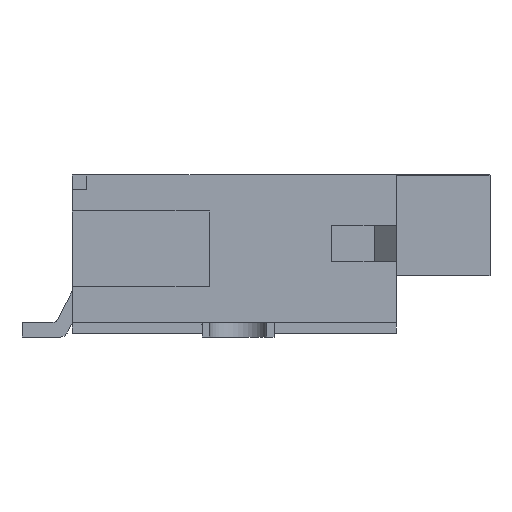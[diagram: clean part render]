
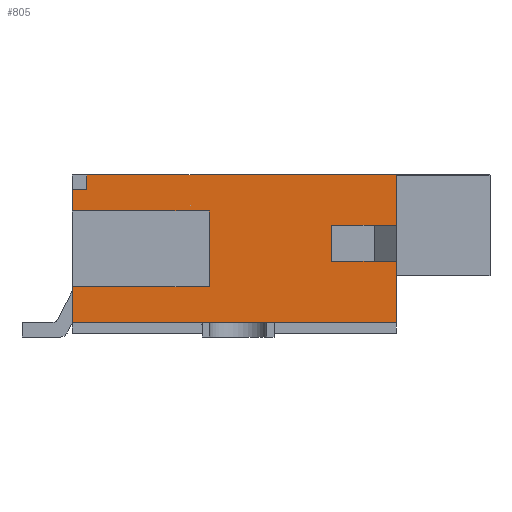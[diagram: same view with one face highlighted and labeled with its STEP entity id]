
A CAD part, left-side view. The second image highlights one B-rep face of the part: STEP entity #805.
In plain terms, the highlighted planar face has unit normal (-1, 0, 0).
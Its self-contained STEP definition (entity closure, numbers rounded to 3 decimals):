
#805 = ADVANCED_FACE( '', ( #1608 ), #1609, .T. );
#1608 = FACE_OUTER_BOUND( '', #2471, .T. );
#1609 = PLANE( '', #2472 );
#2471 = EDGE_LOOP( '', ( #4624, #4625, #4626, #4627, #4628, #4629, #4630, #4631, #4632, #4633, #4634, #4635, #4636, #4637 ) );
#2472 = AXIS2_PLACEMENT_3D( '', #4638, #4639, #4640 );
#4624 = ORIENTED_EDGE( '', *, *, #6729, .F. );
#4625 = ORIENTED_EDGE( '', *, *, #6772, .F. );
#4626 = ORIENTED_EDGE( '', *, *, #6366, .T. );
#4627 = ORIENTED_EDGE( '', *, *, #6773, .F. );
#4628 = ORIENTED_EDGE( '', *, *, #6774, .T. );
#4629 = ORIENTED_EDGE( '', *, *, #6066, .T. );
#4630 = ORIENTED_EDGE( '', *, *, #6363, .T. );
#4631 = ORIENTED_EDGE( '', *, *, #6614, .F. );
#4632 = ORIENTED_EDGE( '', *, *, #6775, .T. );
#4633 = ORIENTED_EDGE( '', *, *, #6709, .T. );
#4634 = ORIENTED_EDGE( '', *, *, #6776, .T. );
#4635 = ORIENTED_EDGE( '', *, *, #6476, .T. );
#4636 = ORIENTED_EDGE( '', *, *, #6162, .T. );
#4637 = ORIENTED_EDGE( '', *, *, #6777, .T. );
#4638 = CARTESIAN_POINT( '', ( -7.3, 0., 0. ) );
#4639 = DIRECTION( '', ( -1., 0., 0. ) );
#4640 = DIRECTION( '', ( 0., 0., 1. ) );
#6066 = EDGE_CURVE( '', #7465, #7462, #7466, .T. );
#6162 = EDGE_CURVE( '', #7625, #7626, #7627, .T. );
#6363 = EDGE_CURVE( '', #7462, #7965, #7967, .T. );
#6366 = EDGE_CURVE( '', #7972, #7970, #7973, .T. );
#6476 = EDGE_CURVE( '', #8145, #7625, #8146, .T. );
#6614 = EDGE_CURVE( '', #8341, #7965, #8343, .T. );
#6709 = EDGE_CURVE( '', #8475, #8473, #8476, .T. );
#6729 = EDGE_CURVE( '', #8498, #8499, #8500, .T. );
#6772 = EDGE_CURVE( '', #7972, #8498, #8549, .T. );
#6773 = EDGE_CURVE( '', #8550, #7970, #8551, .T. );
#6774 = EDGE_CURVE( '', #8550, #7465, #8552, .T. );
#6775 = EDGE_CURVE( '', #8341, #8475, #8553, .T. );
#6776 = EDGE_CURVE( '', #8473, #8145, #8554, .T. );
#6777 = EDGE_CURVE( '', #7626, #8499, #8555, .T. );
#7462 = VERTEX_POINT( '', #9459 );
#7465 = VERTEX_POINT( '', #9463 );
#7466 = LINE( '', #9464, #9465 );
#7625 = VERTEX_POINT( '', #9692 );
#7626 = VERTEX_POINT( '', #9693 );
#7627 = LINE( '', #9694, #9695 );
#7965 = VERTEX_POINT( '', #10181 );
#7967 = LINE( '', #10184, #10185 );
#7970 = VERTEX_POINT( '', #10189 );
#7972 = VERTEX_POINT( '', #10192 );
#7973 = LINE( '', #10193, #10194 );
#8145 = VERTEX_POINT( '', #10450 );
#8146 = LINE( '', #10451, #10452 );
#8341 = VERTEX_POINT( '', #10741 );
#8343 = LINE( '', #10744, #10745 );
#8473 = VERTEX_POINT( '', #10949 );
#8475 = VERTEX_POINT( '', #10952 );
#8476 = LINE( '', #10953, #10954 );
#8498 = VERTEX_POINT( '', #10988 );
#8499 = VERTEX_POINT( '', #10989 );
#8500 = LINE( '', #10990, #10991 );
#8549 = LINE( '', #11071, #11072 );
#8550 = VERTEX_POINT( '', #11073 );
#8551 = LINE( '', #11074, #11075 );
#8552 = LINE( '', #11076, #11077 );
#8553 = LINE( '', #11078, #11079 );
#8554 = LINE( '', #11080, #11081 );
#8555 = LINE( '', #11082, #11083 );
#9459 = CARTESIAN_POINT( '', ( -7.3, 2.25, -0.45 ) );
#9463 = CARTESIAN_POINT( '', ( -7.3, 0.35, -0.45 ) );
#9464 = CARTESIAN_POINT( '', ( -7.3, 0.35, -0.45 ) );
#9465 = VECTOR( '', #11713, 1000. );
#9692 = CARTESIAN_POINT( '', ( -7.3, -2.25, 0.4 ) );
#9693 = CARTESIAN_POINT( '', ( -7.3, -2.25, 1.1 ) );
#9694 = CARTESIAN_POINT( '', ( -7.3, -2.25, -1.1 ) );
#9695 = VECTOR( '', #11800, 1000. );
#10181 = CARTESIAN_POINT( '', ( -7.3, 2.25, -0.95 ) );
#10184 = CARTESIAN_POINT( '', ( -7.3, 2.25, 1.1 ) );
#10185 = VECTOR( '', #12025, 1000. );
#10189 = CARTESIAN_POINT( '', ( -7.3, 2.25, 0.6 ) );
#10192 = CARTESIAN_POINT( '', ( -7.3, 2.25, 0.9 ) );
#10193 = CARTESIAN_POINT( '', ( -7.3, 2.25, 1.1 ) );
#10194 = VECTOR( '', #12028, 1000. );
#10450 = CARTESIAN_POINT( '', ( -7.3, -1.35, 0.4 ) );
#10451 = CARTESIAN_POINT( '', ( -7.3, -1.35, 0.4 ) );
#10452 = VECTOR( '', #12146, 1000. );
#10741 = CARTESIAN_POINT( '', ( -7.3, -2.25, -0.95 ) );
#10744 = CARTESIAN_POINT( '', ( -7.3, -2.25, -0.95 ) );
#10745 = VECTOR( '', #12299, 1000. );
#10949 = CARTESIAN_POINT( '', ( -7.3, -1.35, -0.1 ) );
#10952 = CARTESIAN_POINT( '', ( -7.3, -2.25, -0.1 ) );
#10953 = CARTESIAN_POINT( '', ( -7.3, -2.25, -0.1 ) );
#10954 = VECTOR( '', #12378, 1000. );
#10988 = CARTESIAN_POINT( '', ( -7.3, 2.05, 0.9 ) );
#10989 = CARTESIAN_POINT( '', ( -7.3, 2.05, 1.1 ) );
#10990 = CARTESIAN_POINT( '', ( -7.3, 2.05, 0. ) );
#10991 = VECTOR( '', #12391, 1000. );
#11071 = CARTESIAN_POINT( '', ( -7.3, 0., 0.9 ) );
#11072 = VECTOR( '', #12423, 1000. );
#11073 = CARTESIAN_POINT( '', ( -7.3, 0.35, 0.6 ) );
#11074 = CARTESIAN_POINT( '', ( -7.3, 0.35, 0.6 ) );
#11075 = VECTOR( '', #12424, 1000. );
#11076 = CARTESIAN_POINT( '', ( -7.3, 0.35, 0.6 ) );
#11077 = VECTOR( '', #12425, 1000. );
#11078 = CARTESIAN_POINT( '', ( -7.3, -2.25, -1.1 ) );
#11079 = VECTOR( '', #12426, 1000. );
#11080 = CARTESIAN_POINT( '', ( -7.3, -1.35, -0.1 ) );
#11081 = VECTOR( '', #12427, 1000. );
#11082 = CARTESIAN_POINT( '', ( -7.3, -2.25, 1.1 ) );
#11083 = VECTOR( '', #12428, 1000. );
#11713 = DIRECTION( '', ( 0., 1., 0. ) );
#11800 = DIRECTION( '', ( 0., 0., 1. ) );
#12025 = DIRECTION( '', ( 0., 0., -1. ) );
#12028 = DIRECTION( '', ( 0., 0., -1. ) );
#12146 = DIRECTION( '', ( 0., -1., 0. ) );
#12299 = DIRECTION( '', ( 0., 1., 0. ) );
#12378 = DIRECTION( '', ( 0., 1., 0. ) );
#12391 = DIRECTION( '', ( 0., 0., 1. ) );
#12423 = DIRECTION( '', ( 0., -1., 0. ) );
#12424 = DIRECTION( '', ( 0., 1., 0. ) );
#12425 = DIRECTION( '', ( 0., 0., -1. ) );
#12426 = DIRECTION( '', ( 0., 0., 1. ) );
#12427 = DIRECTION( '', ( 0., 0., 1. ) );
#12428 = DIRECTION( '', ( 0., 1., 0. ) );
